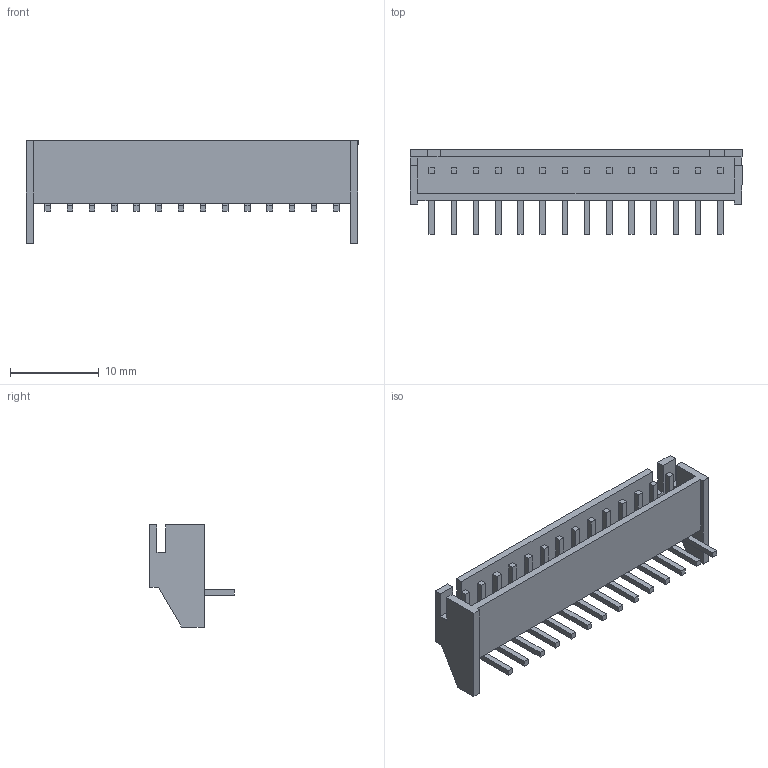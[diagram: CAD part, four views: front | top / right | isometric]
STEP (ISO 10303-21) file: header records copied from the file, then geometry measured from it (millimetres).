
FILE_DESCRIPTION (( 'STEP AP203' ), '1' );
FILE_NAME ('S14B-XH-A-1.STEP', '2017-08-30T12:57:31', ( '' ), ( '' ), 'SwSTEP 2.0', 'SolidWorks 2016', '' );
FILE_SCHEMA (( 'CONFIG_CONTROL_DESIGN' ));
Length unit declared in the file: millimetre
Products named in the file (1): S14B-XH-A-1
Bounding box: 37.4 x 9.55 x 11.5 mm (x, y, z)
Volume: 905.8 mm3; surface area: 1914.6 mm2
Topology: 1 solids, 1 shells, 200 faces, 510 edges, 340 vertices
Faces by surface type: plane 172, cylinder 28
Entity records: 6047 total; most frequent: CARTESIAN_POINT 1051, ORIENTED_EDGE 1020, DIRECTION 968, EDGE_CURVE 510, LINE 454, VECTOR 454, VERTEX_POINT 340, AXIS2_PLACEMENT_3D 257
